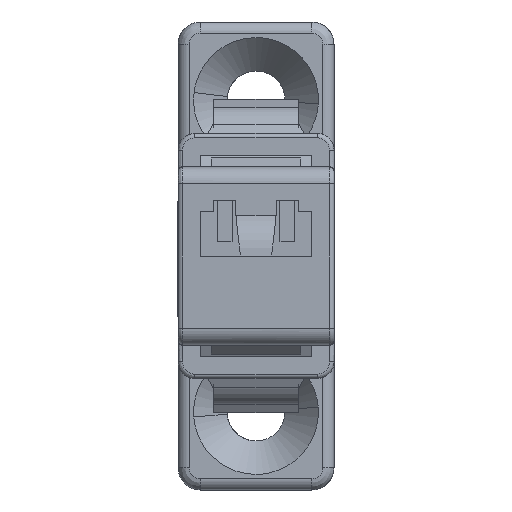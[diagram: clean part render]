
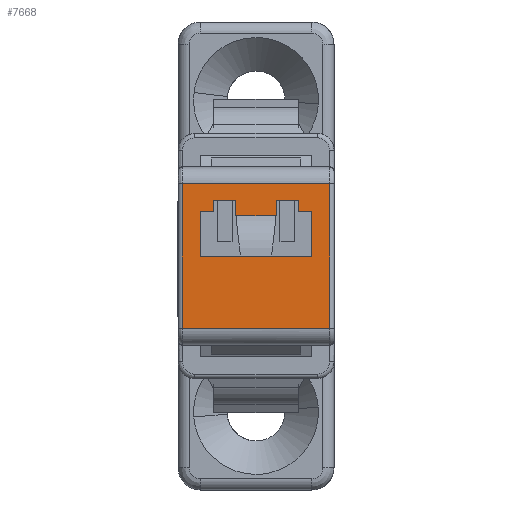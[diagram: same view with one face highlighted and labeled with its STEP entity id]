
A CAD part, left-side view. The second image highlights one B-rep face of the part: STEP entity #7668.
In plain terms, the highlighted free-form (B-spline) face has degree [1, 1] with [2, 2] control points.
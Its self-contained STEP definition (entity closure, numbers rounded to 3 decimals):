
#4673=CARTESIAN_POINT('',(-15.2,3.3,-3.25));
#4674=VERTEX_POINT('',#4673);
#4734=CARTESIAN_POINT('',(-15.2,3.3,3.25));
#4735=VERTEX_POINT('',#4734);
#4757=CARTESIAN_POINT('',(-15.2,3.3,3.25));
#4758=CARTESIAN_POINT('',(-15.2,3.3,-3.25));
#4759=QUASI_UNIFORM_CURVE('',1,(#4757,#4758),.UNSPECIFIED.,.F.,.U.);
#4760=EDGE_CURVE('',#4735,#4674,#4759,.T.);
#4922=CARTESIAN_POINT('',(-15.2,-3.3,-3.25));
#4923=VERTEX_POINT('',#4922);
#4983=CARTESIAN_POINT('',(-15.2,-3.3,3.25));
#4984=VERTEX_POINT('',#4983);
#4998=CARTESIAN_POINT('',(-15.2,-3.3,-3.25));
#4999=CARTESIAN_POINT('',(-15.2,-3.3,3.25));
#5000=QUASI_UNIFORM_CURVE('',1,(#4998,#4999),.UNSPECIFIED.,.F.,.U.);
#5001=EDGE_CURVE('',#4923,#4984,#5000,.T.);
#5119=CARTESIAN_POINT('',(-15.2,-0.9,1.8));
#5120=VERTEX_POINT('',#5119);
#5126=CARTESIAN_POINT('',(-15.2,0.9,1.8));
#5127=VERTEX_POINT('',#5126);
#5128=CARTESIAN_POINT('',(-15.2,-0.9,1.8));
#5129=CARTESIAN_POINT('',(-15.2,0.9,1.8));
#5130=QUASI_UNIFORM_CURVE('',1,(#5128,#5129),.UNSPECIFIED.,.F.,.U.);
#5131=EDGE_CURVE('',#5120,#5127,#5130,.T.);
#5189=CARTESIAN_POINT('',(-15.2,-0.9,2.5));
#5190=VERTEX_POINT('',#5189);
#5196=CARTESIAN_POINT('',(-15.2,-0.9,2.5));
#5197=CARTESIAN_POINT('',(-15.2,-0.9,1.8));
#5198=QUASI_UNIFORM_CURVE('',1,(#5196,#5197),.UNSPECIFIED.,.F.,.U.);
#5199=EDGE_CURVE('',#5190,#5120,#5198,.T.);
#5210=CARTESIAN_POINT('',(-15.2,0.9,2.5));
#5211=VERTEX_POINT('',#5210);
#5212=CARTESIAN_POINT('',(-15.2,0.9,1.8));
#5213=CARTESIAN_POINT('',(-15.2,0.9,2.5));
#5214=QUASI_UNIFORM_CURVE('',1,(#5212,#5213),.UNSPECIFIED.,.F.,.U.);
#5215=EDGE_CURVE('',#5127,#5211,#5214,.T.);
#5315=CARTESIAN_POINT('',(-15.2,0.701,0.));
#5316=VERTEX_POINT('',#5315);
#5330=CARTESIAN_POINT('',(-15.2,-0.701,0.));
#5331=VERTEX_POINT('',#5330);
#5332=CARTESIAN_POINT('',(-15.2,-0.701,0.));
#5333=CARTESIAN_POINT('',(-15.2,0.701,0.));
#5334=QUASI_UNIFORM_CURVE('',1,(#5332,#5333),.UNSPECIFIED.,.F.,.U.);
#5335=EDGE_CURVE('',#5331,#5316,#5334,.T.);
#5684=CARTESIAN_POINT('',(-15.2,-2.5,0.));
#5685=VERTEX_POINT('',#5684);
#5686=CARTESIAN_POINT('',(-15.2,-2.5,0.));
#5687=CARTESIAN_POINT('',(-15.2,-0.701,0.));
#5688=QUASI_UNIFORM_CURVE('',1,(#5686,#5687),.UNSPECIFIED.,.F.,.U.);
#5689=EDGE_CURVE('',#5685,#5331,#5688,.T.);
#5713=CARTESIAN_POINT('',(-15.2,-2.5,2.0));
#5714=VERTEX_POINT('',#5713);
#5720=CARTESIAN_POINT('',(-15.2,-1.9,2.0));
#5721=VERTEX_POINT('',#5720);
#5722=CARTESIAN_POINT('',(-15.2,-1.9,2.0));
#5723=CARTESIAN_POINT('',(-15.2,-2.5,2.0));
#5724=QUASI_UNIFORM_CURVE('',1,(#5722,#5723),.UNSPECIFIED.,.F.,.U.);
#5725=EDGE_CURVE('',#5721,#5714,#5724,.T.);
#5748=CARTESIAN_POINT('',(-15.2,-1.9,2.5));
#5749=VERTEX_POINT('',#5748);
#5750=CARTESIAN_POINT('',(-15.2,-1.9,2.5));
#5751=CARTESIAN_POINT('',(-15.2,-1.9,2.0));
#5752=QUASI_UNIFORM_CURVE('',1,(#5750,#5751),.UNSPECIFIED.,.F.,.U.);
#5753=EDGE_CURVE('',#5749,#5721,#5752,.T.);
#5788=CARTESIAN_POINT('',(-15.2,-0.9,2.5));
#5789=CARTESIAN_POINT('',(-15.2,-1.9,2.5));
#5790=QUASI_UNIFORM_CURVE('',1,(#5788,#5789),.UNSPECIFIED.,.F.,.U.);
#5791=EDGE_CURVE('',#5190,#5749,#5790,.T.);
#5804=CARTESIAN_POINT('',(-15.2,1.9,2.5));
#5805=VERTEX_POINT('',#5804);
#5811=CARTESIAN_POINT('',(-15.2,1.9,2.0));
#5812=VERTEX_POINT('',#5811);
#5813=CARTESIAN_POINT('',(-15.2,1.9,2.0));
#5814=CARTESIAN_POINT('',(-15.2,1.9,2.5));
#5815=QUASI_UNIFORM_CURVE('',1,(#5813,#5814),.UNSPECIFIED.,.F.,.U.);
#5816=EDGE_CURVE('',#5812,#5805,#5815,.T.);
#5839=CARTESIAN_POINT('',(-15.2,2.5,2.0));
#5840=VERTEX_POINT('',#5839);
#5841=CARTESIAN_POINT('',(-15.2,2.5,2.0));
#5842=CARTESIAN_POINT('',(-15.2,1.9,2.0));
#5843=QUASI_UNIFORM_CURVE('',1,(#5841,#5842),.UNSPECIFIED.,.F.,.U.);
#5844=EDGE_CURVE('',#5840,#5812,#5843,.T.);
#6480=CARTESIAN_POINT('',(-15.2,2.5,0.));
#6481=VERTEX_POINT('',#6480);
#6482=CARTESIAN_POINT('',(-15.2,2.5,0.));
#6483=CARTESIAN_POINT('',(-15.2,2.5,2.0));
#6484=QUASI_UNIFORM_CURVE('',1,(#6482,#6483),.UNSPECIFIED.,.F.,.U.);
#6485=EDGE_CURVE('',#6481,#5840,#6484,.T.);
#6528=CARTESIAN_POINT('',(-15.2,-2.5,2.0));
#6529=CARTESIAN_POINT('',(-15.2,-2.5,0.));
#6530=QUASI_UNIFORM_CURVE('',1,(#6528,#6529),.UNSPECIFIED.,.F.,.U.);
#6531=EDGE_CURVE('',#5714,#5685,#6530,.T.);
#6983=CARTESIAN_POINT('',(-15.2,-3.3,3.25));
#6984=CARTESIAN_POINT('',(-15.2,3.3,3.25));
#6985=QUASI_UNIFORM_CURVE('',1,(#6983,#6984),.UNSPECIFIED.,.F.,.U.);
#6986=EDGE_CURVE('',#4984,#4735,#6985,.T.);
#7006=CARTESIAN_POINT('',(-15.2,3.3,-3.25));
#7007=CARTESIAN_POINT('',(-15.2,-3.3,-3.25));
#7008=QUASI_UNIFORM_CURVE('',1,(#7006,#7007),.UNSPECIFIED.,.F.,.U.);
#7009=EDGE_CURVE('',#4674,#4923,#7008,.T.);
#7614=CARTESIAN_POINT('',(-15.2,0.701,0.));
#7615=CARTESIAN_POINT('',(-15.2,2.5,0.));
#7616=QUASI_UNIFORM_CURVE('',1,(#7614,#7615),.UNSPECIFIED.,.F.,.U.);
#7617=EDGE_CURVE('',#5316,#6481,#7616,.T.);
#7630=CARTESIAN_POINT('',(-15.2,1.9,2.5));
#7631=CARTESIAN_POINT('',(-15.2,0.9,2.5));
#7632=QUASI_UNIFORM_CURVE('',1,(#7630,#7631),.UNSPECIFIED.,.F.,.U.);
#7633=EDGE_CURVE('',#5805,#5211,#7632,.T.);
#7641=CARTESIAN_POINT('',(-15.2,-3.63,3.575));
#7642=CARTESIAN_POINT('',(-15.2,-3.63,-3.575));
#7643=CARTESIAN_POINT('',(-15.2,3.63,3.575));
#7644=CARTESIAN_POINT('',(-15.2,3.63,-3.575));
#7645=B_SPLINE_SURFACE_WITH_KNOTS('',1,1,((#7641,#7643),(#7642,#7644)),.UNSPECIFIED.,.F.,.F.,.U.,(2,2),(2,2),(0.0,7.149),(0.0,7.259),.UNSPECIFIED.);
#7646=ORIENTED_EDGE('',*,*,#6986,.T.);
#7647=ORIENTED_EDGE('',*,*,#4760,.T.);
#7648=ORIENTED_EDGE('',*,*,#7009,.T.);
#7649=ORIENTED_EDGE('',*,*,#5001,.T.);
#7650=EDGE_LOOP('',(#7646,#7647,#7648,#7649));
#7651=FACE_OUTER_BOUND('',#7650,.T.);
#7652=ORIENTED_EDGE('',*,*,#7633,.T.);
#7653=ORIENTED_EDGE('',*,*,#5215,.F.);
#7654=ORIENTED_EDGE('',*,*,#5131,.F.);
#7655=ORIENTED_EDGE('',*,*,#5199,.F.);
#7656=ORIENTED_EDGE('',*,*,#5791,.T.);
#7657=ORIENTED_EDGE('',*,*,#5753,.T.);
#7658=ORIENTED_EDGE('',*,*,#5725,.T.);
#7659=ORIENTED_EDGE('',*,*,#6531,.T.);
#7660=ORIENTED_EDGE('',*,*,#5689,.T.);
#7661=ORIENTED_EDGE('',*,*,#5335,.T.);
#7662=ORIENTED_EDGE('',*,*,#7617,.T.);
#7663=ORIENTED_EDGE('',*,*,#6485,.T.);
#7664=ORIENTED_EDGE('',*,*,#5844,.T.);
#7665=ORIENTED_EDGE('',*,*,#5816,.T.);
#7666=EDGE_LOOP('',(#7652,#7653,#7654,#7655,#7656,#7657,#7658,#7659,#7660,#7661,#7662,#7663,#7664,#7665));
#7667=FACE_BOUND('',#7666,.T.);
#7668=ADVANCED_FACE('',(#7651,#7667),#7645,.F.);
